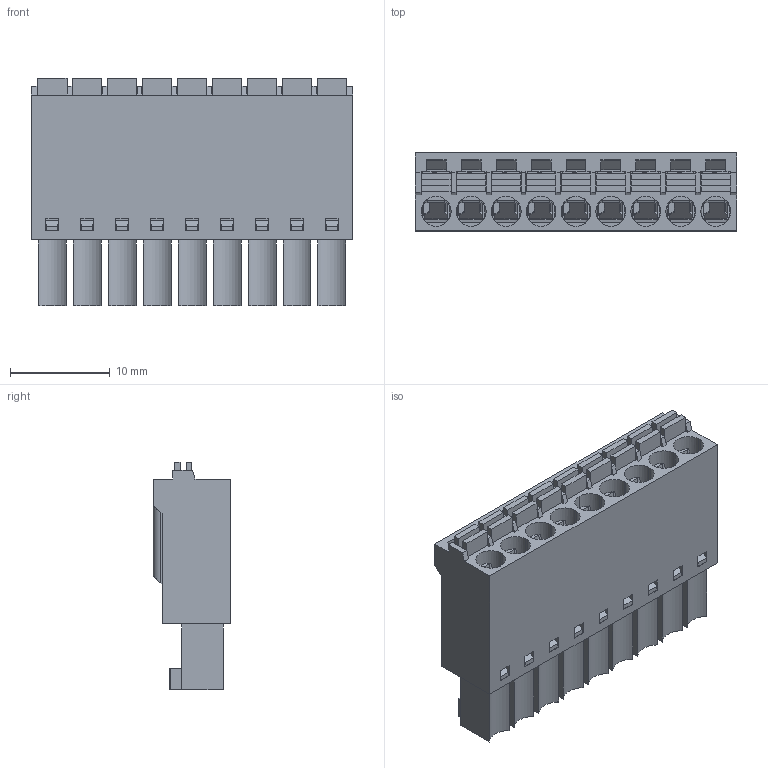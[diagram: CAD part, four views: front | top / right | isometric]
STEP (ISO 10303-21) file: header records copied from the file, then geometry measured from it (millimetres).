
FILE_DESCRIPTION(/* description */ ('Unknown'),/* implementation_level */ '2;1');
FILE_NAME(/* name */ '691304100009',/* time_stamp */ '2020-07-08T14:19:44+02:00',/* author */ ('Unknown'),/* organization */ ('Unknown'),/* preprocessor_version */ 'ST-DEVELOPER v16.7',/* originating_system */ 'DEX',/* authorisation */ $);
FILE_SCHEMA (('AUTOMOTIVE_DESIGN {1 0 10303 214 3 1 1}'));
Length unit declared in the file: millimetre
Products named in the file (6): 691304100009; 691304100009_Bas; 6913041000xx_Lamelle; 6913041000xx_Pin; 6913041000xx_Levier
Assembly tree (29 placements, depth 2):
  691304100009
    691304100009
    691304100009_Bas
    6913041000xx_Lamelle  x9
    6913041000xx_Pin  x9
    6913041000xx_Levier  x9
Bounding box: 32.19 x 7.8 x 22.8 mm (x, y, z)
Volume: 2520.4 mm3; surface area: 9378.2 mm2
Topology: 29 solids, 29 shells, 2579 faces, 7266 edges, 4745 vertices
Faces by surface type: plane 2010, cylinder 524, cone 45
Full cylindrical faces by diameter (mm): 1.2 x9
Entity records: 45776 total; most frequent: CARTESIAN_POINT 8518, ORIENTED_EDGE 8044, DIRECTION 7229, EDGE_CURVE 4022, LINE 3513, VECTOR 3513, VERTEX_POINT 2679, AXIS2_PLACEMENT_3D 1858
